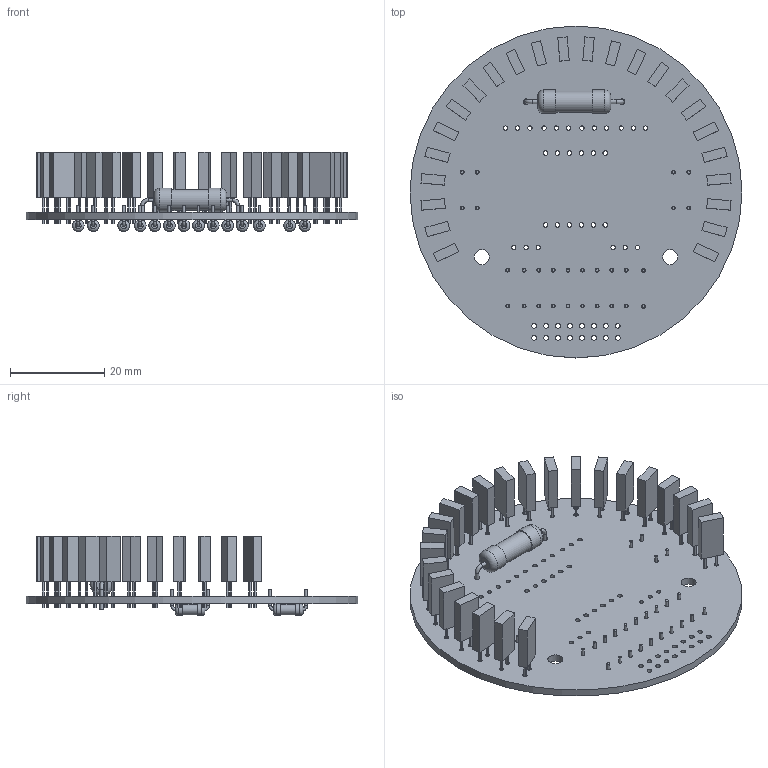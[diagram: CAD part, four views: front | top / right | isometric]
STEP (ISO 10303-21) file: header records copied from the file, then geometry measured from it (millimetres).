
FILE_DESCRIPTION(('KiCad electronic assembly'),'2;1');
FILE_NAME('DRO_PCB.step','2021-03-21T13:07:23',('An Author'),( 'A Company'),'Open CASCADE STEP processor 6.9', 'KiCad to STEP converter','Unknown');
FILE_SCHEMA(('AUTOMOTIVE_DESIGN { 1 0 10303 214 1 1 1 1 }'));
Length unit declared in the file: millimetre
Products named in the file (8): Open CASCADE STEP translator 6.9 1; R_Axial_DIN0207_L6.3mm_D2.5mm_P7.62mm_Horizontal; SOLID; LED_Rectangular_W5.0mm_H2.0mm; R_Axial_DIN0516_L15.5mm_D5.0mm_P20.32mm_Horizontal; COMPOUND
Assembly tree (43 placements, depth 3):
  Open CASCADE STEP translator 6.9 1
    R_Axial_DIN0207_L6.3mm_D2.5mm_P7.62mm_Horizontal  x14
      SOLID
    LED_Rectangular_W5.0mm_H2.0mm  x24
      SOLID
    R_Axial_DIN0516_L15.5mm_D5.0mm_P20.32mm_Horizontal
      SOLID
    COMPOUND
Bounding box: 70.54 x 70.54 x 16.8 mm (x, y, z)
Volume: 9129.7 mm3; surface area: 13995.5 mm2
Topology: 40 solids, 40 shells, 740 faces, 1594 edges, 1042 vertices
Faces by surface type: plane 476, cylinder 204, torus 60
Full cylindrical faces by diameter (mm): 0.6 x28, 0.8 x32, 0.9 x66, 0.965 x1, 0.991 x12, 1.016 x15, 1.2 x2, 2.25 x14, 2.5 x28, 3.2 x2, 4.5 x1, 5 x2, 70.542 x1
Entity records: 14299 total; most frequent: CARTESIAN_POINT 3310, DIRECTION 2107, ORIENTED_EDGE 934, PCURVE 934, DEFINITIONAL_REPRESENTATION 934, LINE 827, VECTOR 827, CIRCLE 548
